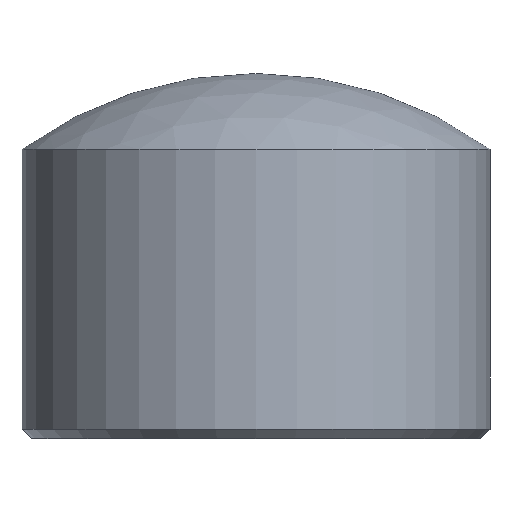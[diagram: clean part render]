
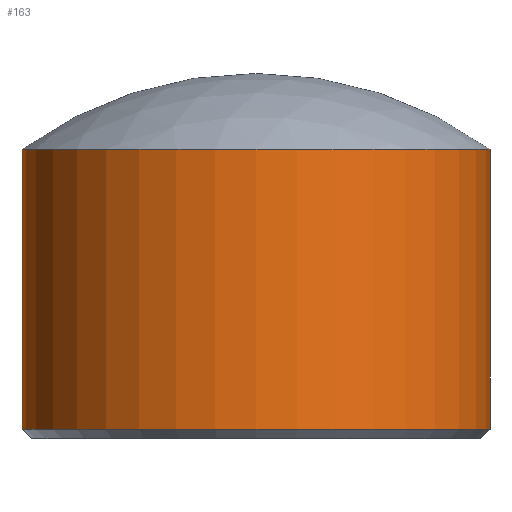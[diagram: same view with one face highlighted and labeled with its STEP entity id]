
A CAD part, front view. The second image highlights one B-rep face of the part: STEP entity #163.
In plain terms, the highlighted cylindrical face has radius 5 mm (diameter 10 mm), a partial arc.
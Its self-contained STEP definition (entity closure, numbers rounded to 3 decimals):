
#4 = DIRECTION ( 'NONE',  ( 0., 0., -1. ) ) ;
#13 = CARTESIAN_POINT ( 'NONE',  ( 0., 0., 6.18 ) ) ;
#14 = VERTEX_POINT ( 'NONE', #129 ) ;
#21 = CIRCLE ( 'NONE', #128, 5. ) ;
#26 = CARTESIAN_POINT ( 'NONE',  ( 5., 0., 0.2 ) ) ;
#32 = CARTESIAN_POINT ( 'NONE',  ( -5., 0., 6.18 ) ) ;
#40 = DIRECTION ( 'NONE',  ( 0., 0., -1. ) ) ;
#47 = DIRECTION ( 'NONE',  ( 1., 0., 0. ) ) ;
#59 = DIRECTION ( 'NONE',  ( 0., 0., 1. ) ) ;
#81 = DIRECTION ( 'NONE',  ( 0., 0., 1. ) ) ;
#87 = FACE_OUTER_BOUND ( 'NONE', #153, .T. ) ;
#88 = DIRECTION ( 'NONE',  ( -1., 0., 0. ) ) ;
#90 = LINE ( 'NONE', #195, #190 ) ;
#92 = CARTESIAN_POINT ( 'NONE',  ( 0., 0., 6.18 ) ) ;
#93 = VERTEX_POINT ( 'NONE', #26 ) ;
#96 = CYLINDRICAL_SURFACE ( 'NONE', #194, 5. ) ;
#101 = EDGE_CURVE ( 'NONE', #158, #151, #114, .T. ) ;
#103 = LINE ( 'NONE', #209, #210 ) ;
#104 = DIRECTION ( 'NONE',  ( 0., 0., -1. ) ) ;
#108 = EDGE_CURVE ( 'NONE', #158, #14, #90, .T. ) ;
#114 = CIRCLE ( 'NONE', #181, 5. ) ;
#119 = EDGE_CURVE ( 'NONE', #151, #93, #103, .T. ) ;
#128 = AXIS2_PLACEMENT_3D ( 'NONE', #166, #59, #182 ) ;
#129 = CARTESIAN_POINT ( 'NONE',  ( -5., 0., 0.2 ) ) ;
#130 = ORIENTED_EDGE ( 'NONE', *, *, #101, .F. ) ;
#143 = ORIENTED_EDGE ( 'NONE', *, *, #147, .T. ) ;
#147 = EDGE_CURVE ( 'NONE', #14, #93, #21, .T. ) ;
#151 = VERTEX_POINT ( 'NONE', #188 ) ;
#153 = EDGE_LOOP ( 'NONE', ( #170, #130, #202, #143 ) ) ;
#158 = VERTEX_POINT ( 'NONE', #32 ) ;
#163 = ADVANCED_FACE ( 'NONE', ( #87 ), #96, .T. ) ;
#166 = CARTESIAN_POINT ( 'NONE',  ( 0., 0., 0.2 ) ) ;
#170 = ORIENTED_EDGE ( 'NONE', *, *, #119, .F. ) ;
#181 = AXIS2_PLACEMENT_3D ( 'NONE', #92, #81, #47 ) ;
#182 = DIRECTION ( 'NONE',  ( 1., 0., 0. ) ) ;
#188 = CARTESIAN_POINT ( 'NONE',  ( 5., 0., 6.18 ) ) ;
#190 = VECTOR ( 'NONE', #104, 1000. ) ;
#194 = AXIS2_PLACEMENT_3D ( 'NONE', #13, #4, #88 ) ;
#195 = CARTESIAN_POINT ( 'NONE',  ( -5., 0., 6.18 ) ) ;
#202 = ORIENTED_EDGE ( 'NONE', *, *, #108, .T. ) ;
#209 = CARTESIAN_POINT ( 'NONE',  ( 5., 0., 6.18 ) ) ;
#210 = VECTOR ( 'NONE', #40, 1000. ) ;
